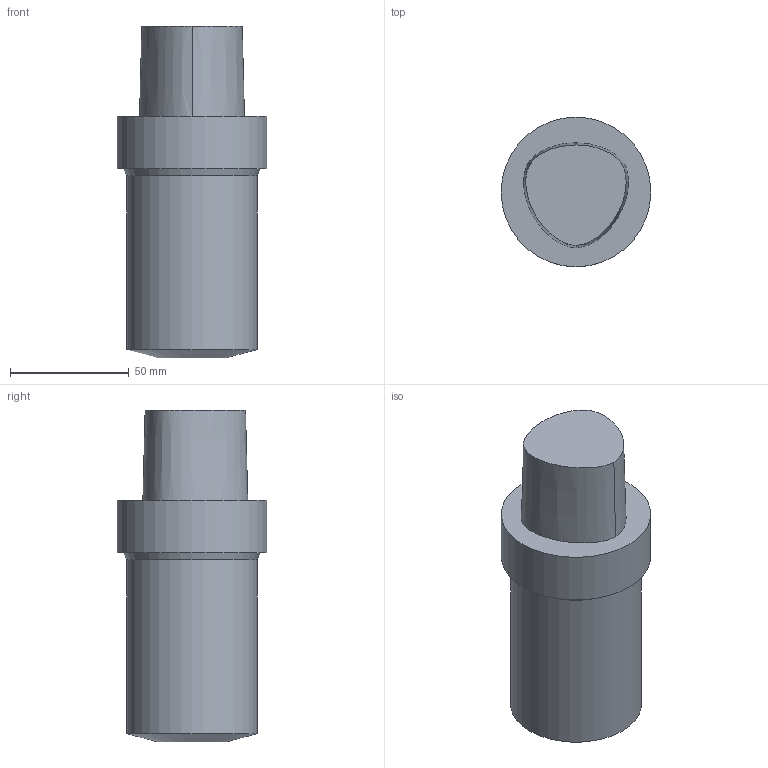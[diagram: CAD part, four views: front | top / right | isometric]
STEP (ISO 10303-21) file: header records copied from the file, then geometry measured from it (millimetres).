
FILE_DESCRIPTION((''),'1');
FILE_NAME('C6-BSL1.000-4.stp','2018-03-14T07:39:59',(''),(''),'Spatial Interop R21 SP3','Kubotek KeyCreator 2011 V10.0.2 (22737)',' ');
FILE_SCHEMA(('automotive_design'));
Length unit declared in the file: millimetre
Products named in the file (1): Unnamed[1]
Bounding box: 63 x 63 x 139.6 mm (x, y, z)
Volume: 309472.9 mm3; surface area: 28682.3 mm2
Topology: 1 solids, 1 shells, 11 faces, 19 edges, 11 vertices
Faces by surface type: plane 4, cone 3, bspline 2, cylinder 2
Full cylindrical faces by diameter (mm): 55 x1, 63 x1
Entity records: 652 total; most frequent: CARTESIAN_POINT 238, PRESENTATION_STYLE_ASSIGNMENT 38, COLOUR_RGB 38, DIRECTION 37, ORIENTED_EDGE 28, STYLED_ITEM 26, CURVE_STYLE 26, DRAUGHTING_PRE_DEFINED_CURVE_FONT 26
